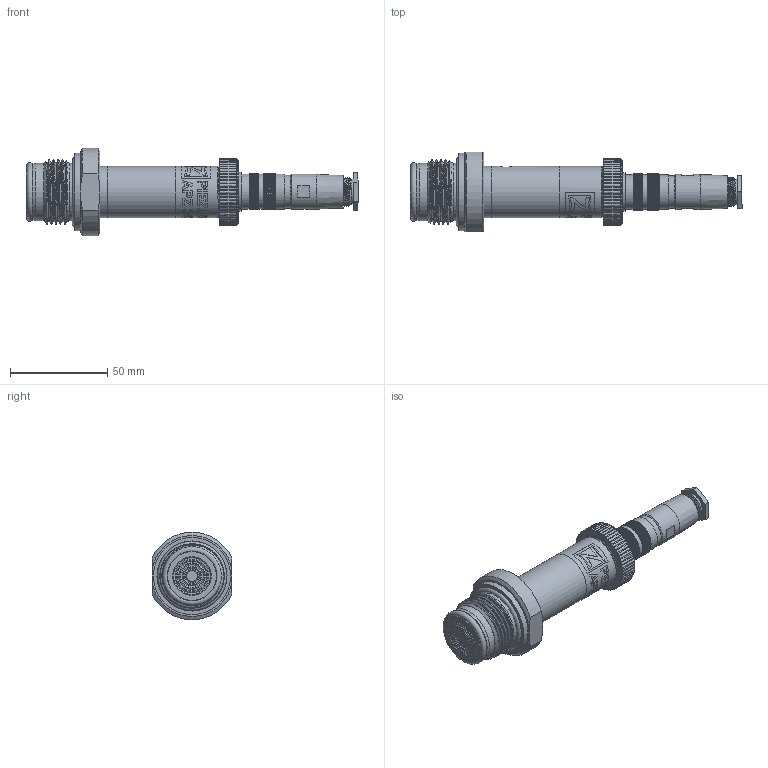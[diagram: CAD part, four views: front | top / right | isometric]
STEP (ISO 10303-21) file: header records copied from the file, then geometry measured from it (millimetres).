
FILE_DESCRIPTION(/* description */ (''),/* implementation_level */ '2;1');
FILE_NAME(/* name */ 'APZ3420s_G1-solidflush_7.step',/* time_stamp */ '2021-07-08T14:35:43+03:00',/* author */ (''),/* organization */ (''),/* preprocessor_version */ 'ST-DEVELOPER v18.1',/* originating_system */ 'Autodesk Translation Framework v10.9.0.1377',/* authorisation */ '');
FILE_SCHEMA (('AUTOMOTIVE_DESIGN { 1 0 10303 214 3 1 1 }'));
Products named in the file (9): АПЗ 3420S заполненная; OMAL nut M27x1.5; Ш100.000.005; Binder 723 assembly; Binder 723 female; Binder 723 male; shell; shell 29 ; МР00-01.266.400.125 (Full G1DIN) v2 (1)
Assembly tree (8 placements, depth 3):
  АПЗ 3420S заполненная
    OMAL nut M27x1.5
    Ш100.000.005
    Binder 723 assembly
      Binder 723 female
      Binder 723 male
    shell
    shell 29 
    МР00-01.266.400.125 (Full G1DIN) v2 (1)
Bounding box: 170.58 x 41 x 45 mm (x, y, z)
Volume: 92453 mm3; surface area: 32548.1 mm2
Topology: 11 solids, 11 shells, 3580 faces, 9037 edges, 5914 vertices
Faces by surface type: plane 2171, cylinder 629, bspline 464, cone 294, torus 22
Full cylindrical faces by diameter (mm): 1 x15, 1.5 x5, 2 x2, 10 x1, 11.8 x1, 12 x1, 13 x1, 13.5 x1, 13.741 x3, 14.884 x2, 15.044 x5, 15.2 x1, 15.908 x4, 16.8 x1, 17.044 x7, 17.283 x6, 17.6 x1, 17.908 x7, 18 x4, 18.124 x7, 18.161 x2, 20 x1, 21.4 x2, 22.3 x1, 22.5 x2, 24.5 x5, 25.132 x4, 25.437 x1, 25.526 x4, 26.5 x7
Entity records: 134558 total; most frequent: CARTESIAN_POINT 49225, DIRECTION 18097, ORIENTED_EDGE 18074, EDGE_CURVE 9037, AXIS2_PLACEMENT_3D 7802, VERTEX_POINT 5914, EDGE_LOOP 4025, ELLIPSE 3870
